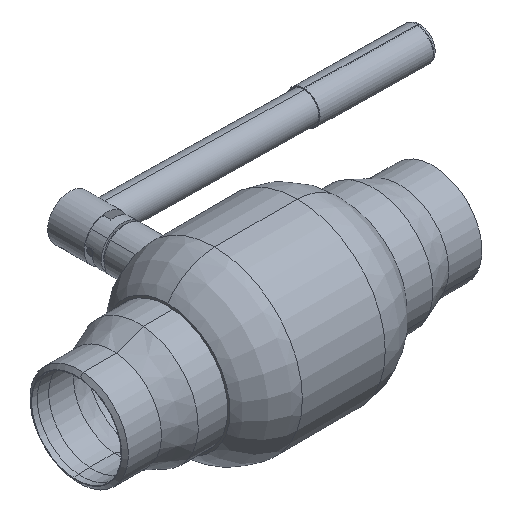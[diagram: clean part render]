
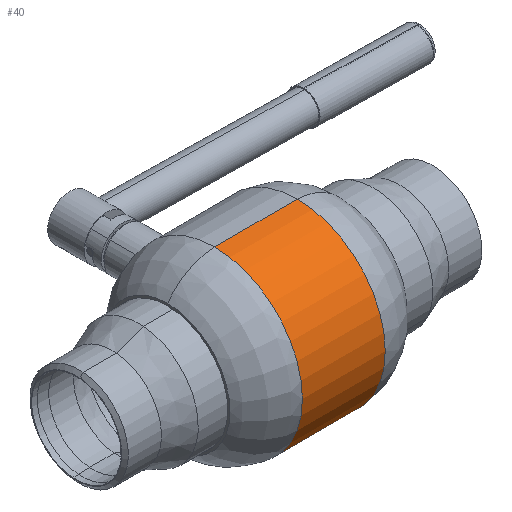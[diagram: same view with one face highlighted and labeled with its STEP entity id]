
A CAD part, isometric view. The second image highlights one B-rep face of the part: STEP entity #40.
In plain terms, the highlighted cylindrical face has radius 79.5 mm (diameter 159 mm), a partial arc.
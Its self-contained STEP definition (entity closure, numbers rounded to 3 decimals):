
#40 = ADVANCED_FACE ( 'NONE', ( #2132 ), #1272, .T. ) ;
#82 = LINE ( 'NONE', #4420, #1524 ) ;
#161 = ORIENTED_EDGE ( 'NONE', *, *, #2542, .T. ) ;
#170 = CIRCLE ( 'NONE', #3070, 79.5 ) ;
#258 = CARTESIAN_POINT ( 'NONE',  ( -37.5, 0., 0. ) ) ;
#354 = VERTEX_POINT ( 'NONE', #2138 ) ;
#561 = AXIS2_PLACEMENT_3D ( 'NONE', #2376, #1088, #1893 ) ;
#727 = DIRECTION ( 'NONE',  ( -1., 0., 0. ) ) ;
#1088 = DIRECTION ( 'NONE',  ( -1., 0., 0. ) ) ;
#1272 = CYLINDRICAL_SURFACE ( 'NONE', #561, 79.5 ) ;
#1308 = ORIENTED_EDGE ( 'NONE', *, *, #4545, .F. ) ;
#1524 = VECTOR ( 'NONE', #1808, 1000. ) ;
#1637 = VECTOR ( 'NONE', #4376, 1000. ) ;
#1650 = ORIENTED_EDGE ( 'NONE', *, *, #4129, .F. ) ;
#1808 = DIRECTION ( 'NONE',  ( -1., 0., 0. ) ) ;
#1893 = DIRECTION ( 'NONE',  ( 0., 0., 1. ) ) ;
#1898 = CARTESIAN_POINT ( 'NONE',  ( 0., 0., 79.5 ) ) ;
#2132 = FACE_OUTER_BOUND ( 'NONE', #3582, .T. ) ;
#2138 = CARTESIAN_POINT ( 'NONE',  ( -37.5, 0., 79.5 ) ) ;
#2376 = CARTESIAN_POINT ( 'NONE',  ( 0., 0., 0. ) ) ;
#2542 = EDGE_CURVE ( 'NONE', #5087, #354, #4892, .T. ) ;
#3025 = CARTESIAN_POINT ( 'NONE',  ( -37.5, 0., -79.5 ) ) ;
#3061 = ORIENTED_EDGE ( 'NONE', *, *, #4439, .T. ) ;
#3070 = AXIS2_PLACEMENT_3D ( 'NONE', #258, #3292, #4979 ) ;
#3292 = DIRECTION ( 'NONE',  ( -1., 0., 0. ) ) ;
#3310 = DIRECTION ( 'NONE',  ( 0., 0., 1. ) ) ;
#3556 = VERTEX_POINT ( 'NONE', #3025 ) ;
#3582 = EDGE_LOOP ( 'NONE', ( #1308, #3061, #161, #1650 ) ) ;
#3706 = CARTESIAN_POINT ( 'NONE',  ( 37.5, 0., 79.5 ) ) ;
#3725 = CARTESIAN_POINT ( 'NONE',  ( 37.5, 0., 0. ) ) ;
#3998 = CARTESIAN_POINT ( 'NONE',  ( 37.5, 0., -79.5 ) ) ;
#4129 = EDGE_CURVE ( 'NONE', #3556, #354, #170, .T. ) ;
#4376 = DIRECTION ( 'NONE',  ( -1., 0., 0. ) ) ;
#4420 = CARTESIAN_POINT ( 'NONE',  ( 0., 0., -79.5 ) ) ;
#4439 = EDGE_CURVE ( 'NONE', #4640, #5087, #5392, .T. ) ;
#4545 = EDGE_CURVE ( 'NONE', #4640, #3556, #82, .T. ) ;
#4640 = VERTEX_POINT ( 'NONE', #3998 ) ;
#4892 = LINE ( 'NONE', #1898, #1637 ) ;
#4979 = DIRECTION ( 'NONE',  ( 0., 0., 1. ) ) ;
#5087 = VERTEX_POINT ( 'NONE', #3706 ) ;
#5299 = AXIS2_PLACEMENT_3D ( 'NONE', #3725, #727, #3310 ) ;
#5392 = CIRCLE ( 'NONE', #5299, 79.5 ) ;
